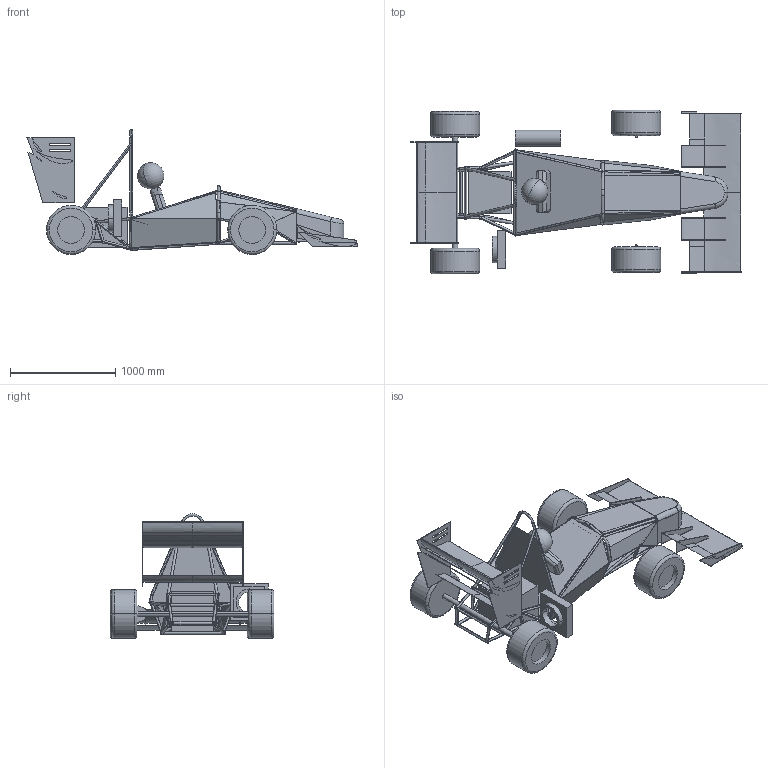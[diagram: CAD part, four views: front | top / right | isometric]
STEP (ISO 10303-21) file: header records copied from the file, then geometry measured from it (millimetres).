
FILE_DESCRIPTION(('CATIA V5 STEP Exchange'),'2;1');
FILE_NAME('2020KaisekiAssen.stp','2020-01-09T13:18:26+00:00',('none'),('none'),'CATIA Version 5 Release 17 (IN-10)','CATIA V5 STEP AP203','none');
FILE_SCHEMA(('CONFIG_CONTROL_DESIGN'));
Products named in the file (22): 2020KaisekiAssen; 2020Body; AeroDevice2020; Front Wing; F_Main_As; F_Sub_As; Symmetry of F_Sub_As; Symmetry of F_Main_As; Rear Wing; R_Main_As; R_Sub_As; Symmetry of R_Sub_As; Symmetry of R_Main_As; 2020Nose; Nose3; Symmetry of Nose3; UnderPanel; SidePanel; Symmetry of SidePanel; 2018Attenuator; kaiseki Ashi; AeroFronttiya
Assembly tree (87 placements, depth 6):
  2020KaisekiAssen
    2020Body
      AeroDevice2020
        Front Wing
          #74
          F_Main_As
            #444
          F_Sub_As
            #2912
            #7466
            #9913  x2
          #10149
          Symmetry of F_Sub_As
            #10519
            #15073
            #17520  x2
          Symmetry of F_Main_As
            #17762
        Rear Wing
          #20245
          R_Main_As
            #20896
            #22929
          R_Sub_As
            #23125
            #25158
          #25348
          #27381
          Symmetry of R_Sub_As
            #28032
            #30065
          #30255
          Symmetry of R_Main_As
            #32294
            #34327
        2020Nose
          #34538
          #35679
          Nose3
            #35987
            #36162
            #36304
          Symmetry of Nose3
            #36467
            #36642
            #36784
        UnderPanel
          #36962
          #37137
        SidePanel
          #37333
          #37475
        Symmetry of SidePanel
          #37671
          #37813
      #38018
      2018Attenuator
        #48284
        #49690
        #50385  x8
Bounding box: 3134.25 x 1555.39 x 1185.4 mm (x, y, z)
Volume: 300488546.5 mm3; surface area: 21106738.1 mm2
Topology: 124 solids, 124 shells, 981 faces, 2050 edges, 1331 vertices
Faces by surface type: plane 507, cylinder 392, torus 48, bspline 32, sphere 2
Entity records: 54118 total; most frequent: CARTESIAN_POINT 34399, ORIENTED_EDGE 3600, DIRECTION 3596, EDGE_CURVE 1800, AXIS2_PLACEMENT_3D 1676, VERTEX_POINT 1162, EDGE_LOOP 1043, VECTOR 973
